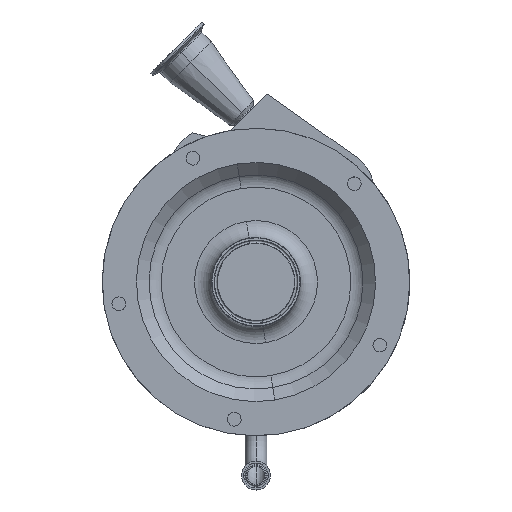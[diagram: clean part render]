
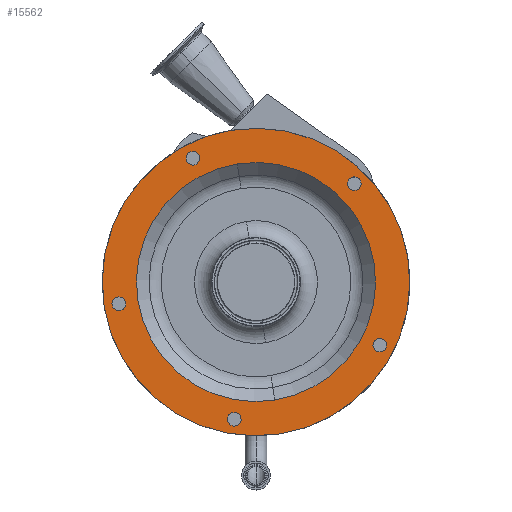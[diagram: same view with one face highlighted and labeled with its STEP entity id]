
A CAD part, top view. The second image highlights one B-rep face of the part: STEP entity #15562.
In plain terms, the highlighted planar face has unit normal (0, 0, 1).
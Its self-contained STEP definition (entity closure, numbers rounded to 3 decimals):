
#21 = CIRCLE ( 'NONE', #5820, 105. ) ;
#231 = EDGE_LOOP ( 'NONE', ( #16488, #9701 ) ) ;
#232 = CARTESIAN_POINT ( 'NONE',  ( -60.733, 105.979, 241. ) ) ;
#238 = ORIENTED_EDGE ( 'NONE', *, *, #5869, .F. ) ;
#306 = EDGE_CURVE ( 'NONE', #14502, #11571, #13515, .T. ) ;
#761 = AXIS2_PLACEMENT_3D ( 'NONE', #13802, #18282, #1376 ) ;
#1130 = CIRCLE ( 'NONE', #18910, 135. ) ;
#1200 = DIRECTION ( 'NONE',  ( -0.988, 0.156, 0. ) ) ;
#1307 = CARTESIAN_POINT ( 'NONE',  ( -13.159, -121.437, 241. ) ) ;
#1376 = DIRECTION ( 'NONE',  ( 0.891, 0.454, 0. ) ) ;
#1393 = CIRCLE ( 'NONE', #13314, 6. ) ;
#1491 = DIRECTION ( 'NONE',  ( 0., 0., 1. ) ) ;
#1595 = DIRECTION ( 'NONE',  ( -0.156, 0.988, 0. ) ) ;
#2386 = CIRCLE ( 'NONE', #6234, 6. ) ;
#2388 = ORIENTED_EDGE ( 'NONE', *, *, #18766, .T. ) ;
#2516 = CARTESIAN_POINT ( 'NONE',  ( 82.024, 90.51, 241. ) ) ;
#2596 = EDGE_CURVE ( 'NONE', #6584, #8720, #21, .T. ) ;
#2627 = CARTESIAN_POINT ( 'NONE',  ( 21.119, -133.338, 241. ) ) ;
#2675 = CARTESIAN_POINT ( 'NONE',  ( 86.267, 86.267, 241. ) ) ;
#2870 = EDGE_LOOP ( 'NONE', ( #6048, #18348 ) ) ;
#3108 = DIRECTION ( 'NONE',  ( 0.707, -0.707, 0. ) ) ;
#3221 = FACE_BOUND ( 'NONE', #12881, .T. ) ;
#3353 = CIRCLE ( 'NONE', #13379, 6. ) ;
#3420 = DIRECTION ( 'NONE',  ( -1., 0., 0. ) ) ;
#3487 = CIRCLE ( 'NONE', #13507, 6. ) ;
#3579 = EDGE_CURVE ( 'NONE', #7418, #7767, #3487, .T. ) ;
#3618 = CARTESIAN_POINT ( 'NONE',  ( 108.703, -55.387, 241. ) ) ;
#4167 = CARTESIAN_POINT ( 'NONE',  ( -50.041, 111.427, 241. ) ) ;
#4240 = VERTEX_POINT ( 'NONE', #16628 ) ;
#4604 = DIRECTION ( 'NONE',  ( 0.891, 0.454, 0. ) ) ;
#4800 = CARTESIAN_POINT ( 'NONE',  ( 86.267, 86.267, 241. ) ) ;
#4843 = CIRCLE ( 'NONE', #19083, 135. ) ;
#4998 = EDGE_CURVE ( 'NONE', #15785, #10285, #5397, .T. ) ;
#5397 = CIRCLE ( 'NONE', #19323, 6. ) ;
#5596 = CIRCLE ( 'NONE', #761, 6. ) ;
#5628 = CARTESIAN_POINT ( 'NONE',  ( -19.085, -120.498, 241. ) ) ;
#5820 = AXIS2_PLACEMENT_3D ( 'NONE', #16110, #19266, #8399 ) ;
#5869 = EDGE_CURVE ( 'NONE', #4240, #19561, #16764, .T. ) ;
#5920 = DIRECTION ( 'NONE',  ( -0.156, 0.988, 0. ) ) ;
#6048 = ORIENTED_EDGE ( 'NONE', *, *, #17231, .F. ) ;
#6204 = AXIS2_PLACEMENT_3D ( 'NONE', #14440, #6743, #3420 ) ;
#6234 = AXIS2_PLACEMENT_3D ( 'NONE', #2675, #17837, #10318 ) ;
#6261 = CARTESIAN_POINT ( 'NONE',  ( -19.085, -120.498, 241. ) ) ;
#6271 = CARTESIAN_POINT ( 'NONE',  ( -120.498, -19.085, 241. ) ) ;
#6393 = AXIS2_PLACEMENT_3D ( 'NONE', #6271, #12429, #11848 ) ;
#6451 = DIRECTION ( 'NONE',  ( -0.988, 0.156, 0. ) ) ;
#6584 = VERTEX_POINT ( 'NONE', #18050 ) ;
#6743 = DIRECTION ( 'NONE',  ( 0., 0., -1. ) ) ;
#6826 = DIRECTION ( 'NONE',  ( -0.156, 0.988, 0. ) ) ;
#7007 = CARTESIAN_POINT ( 'NONE',  ( -21.119, 133.338, 241. ) ) ;
#7225 = AXIS2_PLACEMENT_3D ( 'NONE', #18488, #1491, #4604 ) ;
#7418 = VERTEX_POINT ( 'NONE', #16201 ) ;
#7438 = DIRECTION ( 'NONE',  ( 0., 0., 1. ) ) ;
#7767 = VERTEX_POINT ( 'NONE', #8546 ) ;
#7899 = EDGE_CURVE ( 'NONE', #8720, #6584, #13734, .T. ) ;
#7936 = CARTESIAN_POINT ( 'NONE',  ( -119.559, -25.011, 241. ) ) ;
#7942 = EDGE_CURVE ( 'NONE', #15017, #10468, #18865, .T. ) ;
#8017 = AXIS2_PLACEMENT_3D ( 'NONE', #5628, #18098, #1200 ) ;
#8287 = DIRECTION ( 'NONE',  ( -0.156, 0.988, 0. ) ) ;
#8332 = CARTESIAN_POINT ( 'NONE',  ( 0., 0., 241. ) ) ;
#8399 = DIRECTION ( 'NONE',  ( -0.156, 0.988, 0. ) ) ;
#8546 = CARTESIAN_POINT ( 'NONE',  ( 111.427, -50.041, 241. ) ) ;
#8589 = DIRECTION ( 'NONE',  ( 0., 0., 1. ) ) ;
#8601 = EDGE_LOOP ( 'NONE', ( #2388, #13831 ) ) ;
#8720 = VERTEX_POINT ( 'NONE', #9342 ) ;
#8852 = CARTESIAN_POINT ( 'NONE',  ( -121.437, -13.159, 241. ) ) ;
#9276 = ORIENTED_EDGE ( 'NONE', *, *, #15836, .F. ) ;
#9306 = EDGE_CURVE ( 'NONE', #18279, #12412, #4843, .T. ) ;
#9342 = CARTESIAN_POINT ( 'NONE',  ( 16.426, -103.707, 241. ) ) ;
#9349 = DIRECTION ( 'NONE',  ( 0., 0., 1. ) ) ;
#9370 = FACE_OUTER_BOUND ( 'NONE', #8601, .T. ) ;
#9567 = DIRECTION ( 'NONE',  ( -0.454, -0.891, 0. ) ) ;
#9701 = ORIENTED_EDGE ( 'NONE', *, *, #12803, .F. ) ;
#10222 = ORIENTED_EDGE ( 'NONE', *, *, #306, .F. ) ;
#10285 = VERTEX_POINT ( 'NONE', #13202 ) ;
#10318 = DIRECTION ( 'NONE',  ( 0.707, -0.707, 0. ) ) ;
#10357 = CARTESIAN_POINT ( 'NONE',  ( 0., 0., 241. ) ) ;
#10468 = VERTEX_POINT ( 'NONE', #232 ) ;
#10878 = FACE_BOUND ( 'NONE', #2870, .T. ) ;
#11522 = CARTESIAN_POINT ( 'NONE',  ( 0., 0., 241. ) ) ;
#11571 = VERTEX_POINT ( 'NONE', #7936 ) ;
#11663 = AXIS2_PLACEMENT_3D ( 'NONE', #19154, #17729, #19052 ) ;
#11848 = DIRECTION ( 'NONE',  ( -0.156, 0.988, 0. ) ) ;
#12212 = FACE_BOUND ( 'NONE', #15489, .T. ) ;
#12265 = EDGE_LOOP ( 'NONE', ( #238, #19133 ) ) ;
#12412 = VERTEX_POINT ( 'NONE', #7007 ) ;
#12429 = DIRECTION ( 'NONE',  ( 0., 0., 1. ) ) ;
#12604 = PLANE ( 'NONE',  #6204 ) ;
#12710 = DIRECTION ( 'NONE',  ( 0., 0., 1. ) ) ;
#12769 = ORIENTED_EDGE ( 'NONE', *, *, #7899, .F. ) ;
#12803 = EDGE_CURVE ( 'NONE', #7767, #7418, #16867, .T. ) ;
#12881 = EDGE_LOOP ( 'NONE', ( #10222, #9276 ) ) ;
#13000 = DIRECTION ( 'NONE',  ( 0., 0., 1. ) ) ;
#13202 = CARTESIAN_POINT ( 'NONE',  ( 90.51, 82.024, 241. ) ) ;
#13305 = EDGE_LOOP ( 'NONE', ( #14875, #17087 ) ) ;
#13314 = AXIS2_PLACEMENT_3D ( 'NONE', #15446, #15146, #1595 ) ;
#13379 = AXIS2_PLACEMENT_3D ( 'NONE', #6261, #18528, #6451 ) ;
#13507 = AXIS2_PLACEMENT_3D ( 'NONE', #3618, #12710, #9567 ) ;
#13515 = CIRCLE ( 'NONE', #6393, 6. ) ;
#13734 = CIRCLE ( 'NONE', #15359, 105. ) ;
#13802 = CARTESIAN_POINT ( 'NONE',  ( -55.387, 108.703, 241. ) ) ;
#13831 = ORIENTED_EDGE ( 'NONE', *, *, #9306, .T. ) ;
#14440 = CARTESIAN_POINT ( 'NONE',  ( -38.52, -6.101, 241. ) ) ;
#14502 = VERTEX_POINT ( 'NONE', #8852 ) ;
#14875 = ORIENTED_EDGE ( 'NONE', *, *, #7942, .F. ) ;
#15017 = VERTEX_POINT ( 'NONE', #4167 ) ;
#15146 = DIRECTION ( 'NONE',  ( 0., 0., 1. ) ) ;
#15170 = FACE_BOUND ( 'NONE', #13305, .T. ) ;
#15359 = AXIS2_PLACEMENT_3D ( 'NONE', #10357, #7438, #5920 ) ;
#15446 = CARTESIAN_POINT ( 'NONE',  ( -120.498, -19.085, 241. ) ) ;
#15489 = EDGE_LOOP ( 'NONE', ( #18813, #12769 ) ) ;
#15562 = ADVANCED_FACE ( 'NONE', ( #9370, #15170, #10878, #17086, #19943, #3221, #12212 ), #12604, .F. ) ;
#15785 = VERTEX_POINT ( 'NONE', #2516 ) ;
#15836 = EDGE_CURVE ( 'NONE', #11571, #14502, #1393, .T. ) ;
#16110 = CARTESIAN_POINT ( 'NONE',  ( 0., 0., 241. ) ) ;
#16201 = CARTESIAN_POINT ( 'NONE',  ( 105.979, -60.733, 241. ) ) ;
#16488 = ORIENTED_EDGE ( 'NONE', *, *, #3579, .F. ) ;
#16628 = CARTESIAN_POINT ( 'NONE',  ( -25.011, -119.559, 241. ) ) ;
#16764 = CIRCLE ( 'NONE', #8017, 6. ) ;
#16867 = CIRCLE ( 'NONE', #11663, 6. ) ;
#17008 = EDGE_CURVE ( 'NONE', #10468, #15017, #5596, .T. ) ;
#17086 = FACE_BOUND ( 'NONE', #231, .T. ) ;
#17087 = ORIENTED_EDGE ( 'NONE', *, *, #17008, .F. ) ;
#17231 = EDGE_CURVE ( 'NONE', #10285, #15785, #2386, .T. ) ;
#17729 = DIRECTION ( 'NONE',  ( 0., 0., 1. ) ) ;
#17837 = DIRECTION ( 'NONE',  ( 0., 0., 1. ) ) ;
#17994 = EDGE_CURVE ( 'NONE', #19561, #4240, #3353, .T. ) ;
#18050 = CARTESIAN_POINT ( 'NONE',  ( -16.426, 103.707, 241. ) ) ;
#18098 = DIRECTION ( 'NONE',  ( 0., 0., 1. ) ) ;
#18279 = VERTEX_POINT ( 'NONE', #2627 ) ;
#18282 = DIRECTION ( 'NONE',  ( 0., 0., 1. ) ) ;
#18348 = ORIENTED_EDGE ( 'NONE', *, *, #4998, .F. ) ;
#18488 = CARTESIAN_POINT ( 'NONE',  ( -55.387, 108.703, 241. ) ) ;
#18528 = DIRECTION ( 'NONE',  ( 0., 0., 1. ) ) ;
#18766 = EDGE_CURVE ( 'NONE', #12412, #18279, #1130, .T. ) ;
#18813 = ORIENTED_EDGE ( 'NONE', *, *, #2596, .F. ) ;
#18865 = CIRCLE ( 'NONE', #7225, 6. ) ;
#18910 = AXIS2_PLACEMENT_3D ( 'NONE', #11522, #8589, #8287 ) ;
#19052 = DIRECTION ( 'NONE',  ( -0.454, -0.891, 0. ) ) ;
#19083 = AXIS2_PLACEMENT_3D ( 'NONE', #8332, #13000, #6826 ) ;
#19133 = ORIENTED_EDGE ( 'NONE', *, *, #17994, .F. ) ;
#19154 = CARTESIAN_POINT ( 'NONE',  ( 108.703, -55.387, 241. ) ) ;
#19266 = DIRECTION ( 'NONE',  ( 0., 0., 1. ) ) ;
#19323 = AXIS2_PLACEMENT_3D ( 'NONE', #4800, #9349, #3108 ) ;
#19561 = VERTEX_POINT ( 'NONE', #1307 ) ;
#19943 = FACE_BOUND ( 'NONE', #12265, .T. ) ;
